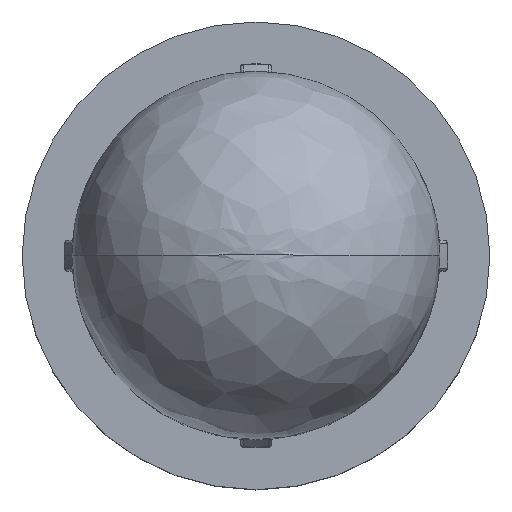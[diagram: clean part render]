
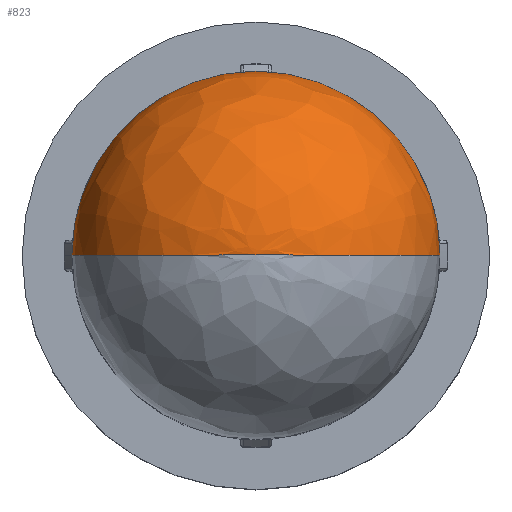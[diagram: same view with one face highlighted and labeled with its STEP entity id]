
A CAD part, top view. The second image highlights one B-rep face of the part: STEP entity #823.
In plain terms, the highlighted free-form (B-spline) face has degree [3, 3] with [4, 4] control points.
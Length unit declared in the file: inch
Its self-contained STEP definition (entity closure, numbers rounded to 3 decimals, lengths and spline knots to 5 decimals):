
#7 = CARTESIAN_POINT ( 'NONE',  ( -0.059, 0., 0.151 ) ) ;
#87 = VERTEX_POINT ( 'NONE', #662 ) ;
#189 = DIRECTION ( 'NONE',  ( 0., 1., 0. ) ) ;
#198 = DIRECTION ( 'NONE',  ( 0., 0., -1. ) ) ;
#217 = AXIS2_PLACEMENT_3D ( 'NONE', #1654, #189, #198 ) ;
#331 = CARTESIAN_POINT ( 'NONE',  ( 0., 0., 0.21 ) ) ;
#382 = CIRCLE ( 'NONE', #217, 0.059 ) ;
#419 = EDGE_CURVE ( 'NONE', #1216, #87, #1772, .T. ) ;
#487 = CARTESIAN_POINT ( 'NONE',  ( 0., 0., 0.21 ) ) ;
#499 = FACE_OUTER_BOUND ( 'NONE', #819, .T. ) ;
#507 = CARTESIAN_POINT ( 'NONE',  ( 0.059, 0., 0.151 ) ) ;
#520 = CARTESIAN_POINT ( 'NONE',  ( -0.059, 0., 0.151 ) ) ;
#605 = DIRECTION ( 'NONE',  ( 0., 0., 1. ) ) ;
#662 = CARTESIAN_POINT ( 'NONE',  ( 0., 0., 0.21 ) ) ;
#665 = CARTESIAN_POINT ( 'NONE',  ( -0.059, 0., 0.18556 ) ) ;
#674 = CARTESIAN_POINT ( 'NONE',  ( -0.03456, 0.06912, 0.21 ) ) ;
#819 = EDGE_LOOP ( 'NONE', ( #1370, #1451, #1257 ) ) ;
#823 = ADVANCED_FACE ( 'NONE', ( #499 ), #1491, .F. ) ;
#889 = EDGE_CURVE ( 'NONE', #1818, #87, #382, .T. ) ;
#974 = CARTESIAN_POINT ( 'NONE',  ( 0., 0., 0.21 ) ) ;
#1135 = CARTESIAN_POINT ( 'NONE',  ( 0.059, 0.118, 0.18556 ) ) ;
#1159 = CARTESIAN_POINT ( 'NONE',  ( 0., 0., 0.151 ) ) ;
#1164 = CARTESIAN_POINT ( 'NONE',  ( -0.059, 0.118, 0.18556 ) ) ;
#1216 = VERTEX_POINT ( 'NONE', #1675 ) ;
#1245 = DIRECTION ( 'NONE',  ( -1., 0., 0. ) ) ;
#1257 = ORIENTED_EDGE ( 'NONE', *, *, #419, .F. ) ;
#1330 = CARTESIAN_POINT ( 'NONE',  ( 0.03456, 0., 0.21 ) ) ;
#1370 = ORIENTED_EDGE ( 'NONE', *, *, #1729, .T. ) ;
#1451 = ORIENTED_EDGE ( 'NONE', *, *, #889, .T. ) ;
#1472 = CARTESIAN_POINT ( 'NONE',  ( -0.059, 0.118, 0.151 ) ) ;
#1491 =( BOUNDED_SURFACE ( )  B_SPLINE_SURFACE ( 3, 3, ( 
 ( #507, #2094, #1472, #7 ),
 ( #1959, #1135, #1164, #665 ),
 ( #1330, #1784, #674, #1793 ),
 ( #331, #1968, #487, #974 ) ),
 .UNSPECIFIED., .F., .F., .T. ) 
 B_SPLINE_SURFACE_WITH_KNOTS ( ( 4, 4 ),
 ( 4, 4 ),
 ( 0., 1. ),
 ( 0., 1. ),
 .UNSPECIFIED. ) 
 GEOMETRIC_REPRESENTATION_ITEM ( )  RATIONAL_B_SPLINE_SURFACE ( (
 ( 1., 0.333, 0.333, 1.),
 ( 0.805, 0.268, 0.268, 0.805),
 ( 0.805, 0.268, 0.268, 0.805),
 ( 1., 0.333, 0.333, 1.) ) ) 
 REPRESENTATION_ITEM ( '' )  SURFACE ( )  );
#1534 = AXIS2_PLACEMENT_3D ( 'NONE', #1159, #1798, #1952 ) ;
#1654 = CARTESIAN_POINT ( 'NONE',  ( 0., 0., 0.151 ) ) ;
#1675 = CARTESIAN_POINT ( 'NONE',  ( 0.059, 0., 0.151 ) ) ;
#1729 = EDGE_CURVE ( 'NONE', #1216, #1818, #1916, .T. ) ;
#1733 = CARTESIAN_POINT ( 'NONE',  ( 0., 0., 0.151 ) ) ;
#1772 = CIRCLE ( 'NONE', #1534, 0.059 ) ;
#1784 = CARTESIAN_POINT ( 'NONE',  ( 0.03456, 0.06912, 0.21 ) ) ;
#1793 = CARTESIAN_POINT ( 'NONE',  ( -0.03456, 0., 0.21 ) ) ;
#1798 = DIRECTION ( 'NONE',  ( 0., -1., 0. ) ) ;
#1818 = VERTEX_POINT ( 'NONE', #520 ) ;
#1847 = AXIS2_PLACEMENT_3D ( 'NONE', #1733, #605, #1245 ) ;
#1916 = CIRCLE ( 'NONE', #1847, 0.059 ) ;
#1952 = DIRECTION ( 'NONE',  ( 0., 0., -1. ) ) ;
#1959 = CARTESIAN_POINT ( 'NONE',  ( 0.059, 0., 0.18556 ) ) ;
#1968 = CARTESIAN_POINT ( 'NONE',  ( 0., 0., 0.21 ) ) ;
#2094 = CARTESIAN_POINT ( 'NONE',  ( 0.059, 0.118, 0.151 ) ) ;
